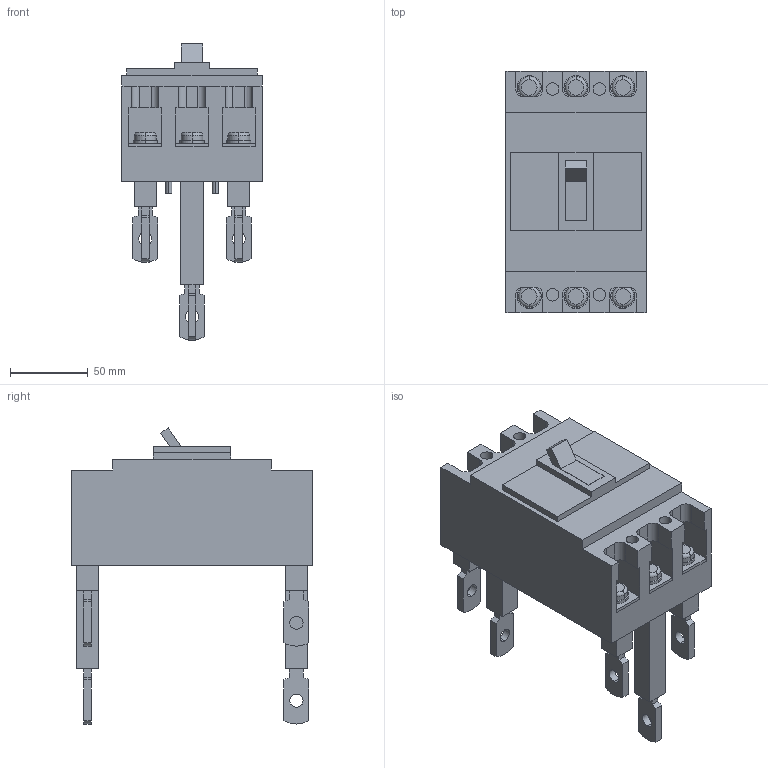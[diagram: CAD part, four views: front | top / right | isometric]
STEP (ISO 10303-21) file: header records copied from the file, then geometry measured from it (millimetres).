
FILE_DESCRIPTION(('CoCreate Modeling STEP Export'),'2;1');
FILE_NAME('Ｓ１００ＮＦ３Ｒ.stp','2016-03-31T13:34:52',(''),(''),'CoCreate Modeling STEP processor for AP214 (Solid Model)','CoCreate Modeling 17.0 01-Apr-2010 (C) Parametric Technology GmbH','');
FILE_SCHEMA(('AUTOMOTIVE_DESIGN { 1 0 10303 214 1 1 1 1 }'));
Length unit declared in the file: millimetre
Products named in the file (18): p2.2; p3.5; p4.5; p1; p4.4; p2.3; p2; p2.1; p4.3; p3.4; p3.3; p3; p3.2; p4; p4.1; p4.2; p3.1; Ｓ１００ＮＦ３Ｒ
Assembly tree (17 placements, depth 2):
  Ｓ１００ＮＦ３Ｒ
    p3.1
    p4.2
    p4.1
    p4
    p3.2
    p3
    p3.3
    p3.4
    p4.3
    p2.1
    p2
    p2.3
    p4.4
    p1
    p4.5
    p3.5
    p2.2
Bounding box: 90 x 155 x 190 mm (x, y, z)
Volume: 911785.8 mm3; surface area: 114961.9 mm2
Topology: 17 solids, 17 shells, 376 faces, 892 edges, 590 vertices
Faces by surface type: plane 224, cylinder 140, torus 12
Entity records: 11104 total; most frequent: ORIENTED_EDGE 1784, CARTESIAN_POINT 1673, DIRECTION 1588, EDGE_CURVE 892, VERTEX_POINT 590, VECTOR 578, LINE 578, AXIS2_PLACEMENT_3D 505
